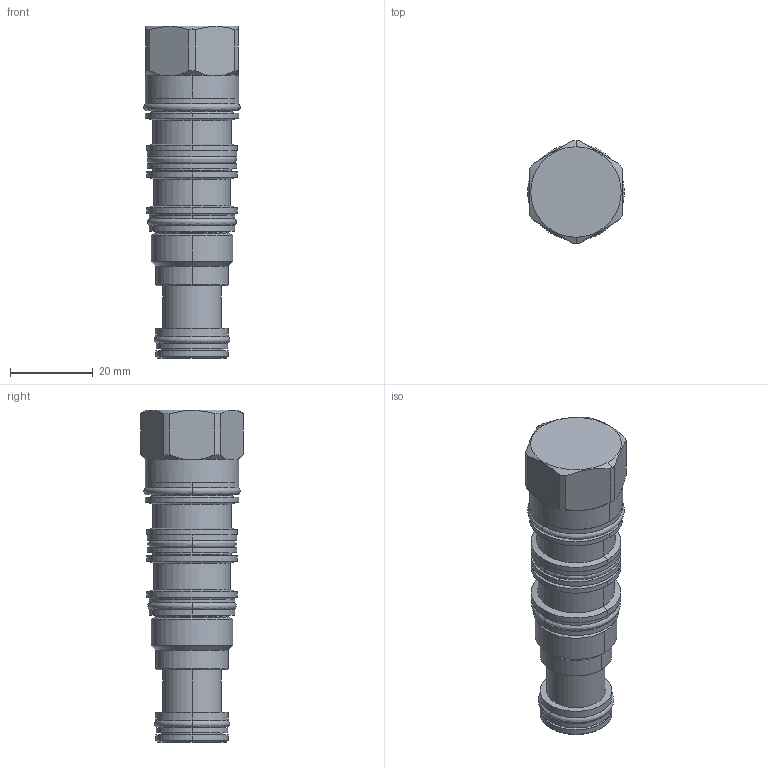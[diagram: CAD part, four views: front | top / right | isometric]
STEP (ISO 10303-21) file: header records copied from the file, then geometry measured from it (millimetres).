
FILE_DESCRIPTION((''),'2;1');
FILE_NAME('DRBOX-FN_PRT','2013-02-07T',('Administrator'),(''),'PRO/ENGINEER BY PARAMETRIC TECHNOLOGY CORPORATION, 2006240','PRO/ENGINEER BY PARAMETRIC TECHNOLOGY CORPORATION, 2006240','');
FILE_SCHEMA(('CONFIG_CONTROL_DESIGN'));
Length unit declared in the file: inch
Products named in the file (1): DRBOX-FN_PRT
Bounding box: 23.29 x 24.84 x 80.12 mm (x, y, z)
Volume: 23586 mm3; surface area: 9287.5 mm2
Topology: 4 solids, 4 shells, 185 faces, 398 edges, 240 vertices
Faces by surface type: cylinder 72, plane 39, torus 30, cone 30, revolution 14
Entity records: 5906 total; most frequent: CARTESIAN_POINT 1721, DIRECTION 956, ORIENTED_EDGE 796, AXIS2_PLACEMENT_3D 417, EDGE_CURVE 398, CIRCLE 246, VERTEX_POINT 240, EDGE_LOOP 210
